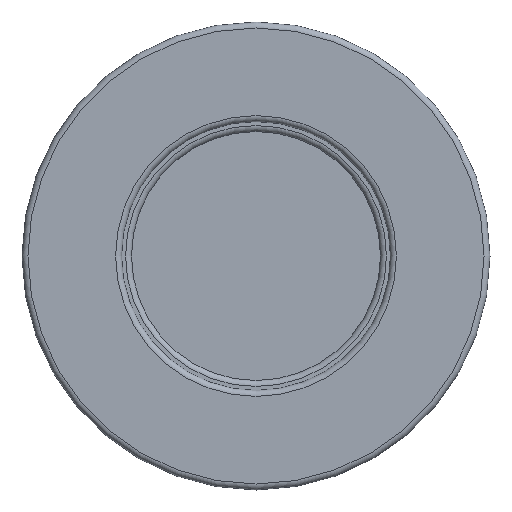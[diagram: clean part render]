
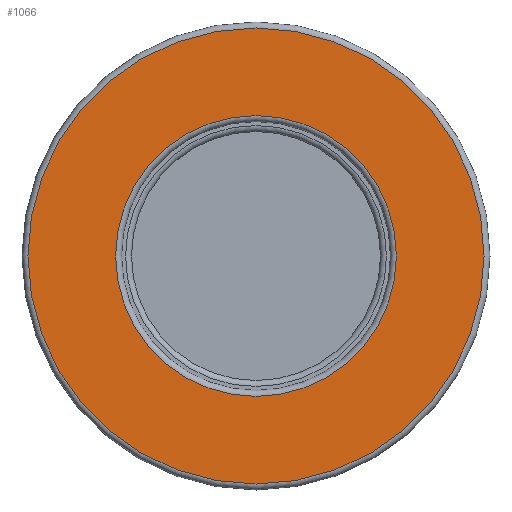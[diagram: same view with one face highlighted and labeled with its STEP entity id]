
A CAD part, front view. The second image highlights one B-rep face of the part: STEP entity #1066.
In plain terms, the highlighted planar face has unit normal (0, -1, 0).
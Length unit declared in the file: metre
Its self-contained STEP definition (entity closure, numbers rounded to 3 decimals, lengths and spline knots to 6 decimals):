
#122=ORIENTED_EDGE('',*,*,#426,.F.);
#123=ORIENTED_EDGE('',*,*,#427,.T.);
#426=EDGE_CURVE('',#578,#578,#694,.T.);
#427=EDGE_CURVE('',#579,#579,#695,.T.);
#578=VERTEX_POINT('',#1714);
#579=VERTEX_POINT('',#1716);
#694=CIRCLE('',#1156,0.0141);
#695=CIRCLE('',#1157,0.0229);
#810=EDGE_LOOP('',(#122));
#811=EDGE_LOOP('',(#123));
#938=FACE_BOUND('',#810,.T.);
#939=FACE_BOUND('',#811,.T.);
#1056=PLANE('',#1155);
#1066=ADVANCED_FACE('',(#938,#939),#1056,.F.);
#1155=AXIS2_PLACEMENT_3D('',#1712,#1350,#1351);
#1156=AXIS2_PLACEMENT_3D('',#1713,#1352,#1353);
#1157=AXIS2_PLACEMENT_3D('',#1715,#1354,#1355);
#1350=DIRECTION('',(0.,1.,0.));
#1351=DIRECTION('',(0.,0.,1.));
#1352=DIRECTION('',(0.,-1.,0.));
#1353=DIRECTION('',(0.,0.,-1.));
#1354=DIRECTION('',(0.,-1.,0.));
#1355=DIRECTION('',(0.,0.,-1.));
#1712=CARTESIAN_POINT('',(0.0235,-0.0075,0.));
#1713=CARTESIAN_POINT('',(0.,-0.0075,0.));
#1714=CARTESIAN_POINT('',(0.,-0.0075,-0.0141));
#1715=CARTESIAN_POINT('',(0.,-0.0075,0.));
#1716=CARTESIAN_POINT('',(0.,-0.0075,-0.0229));
